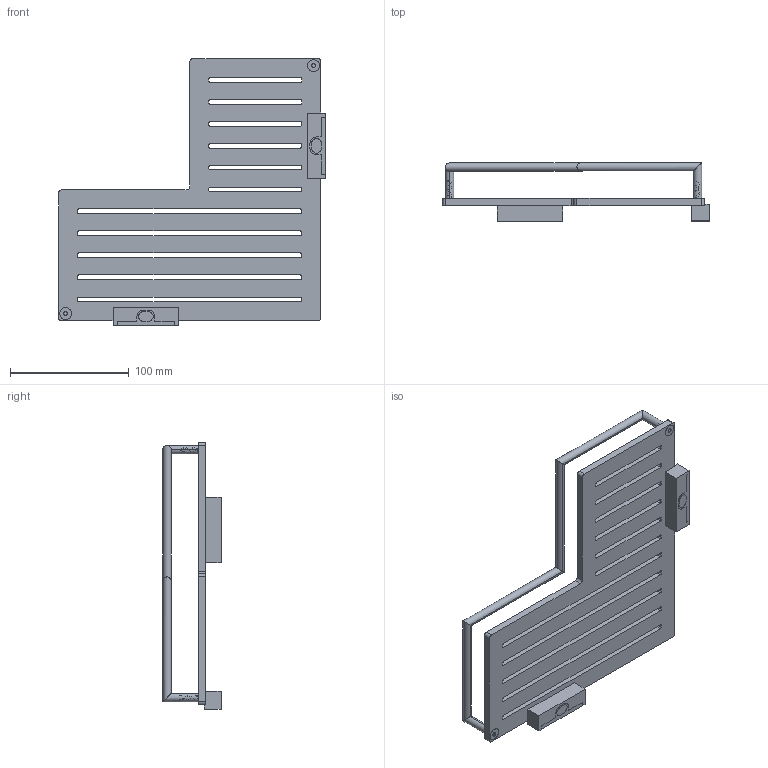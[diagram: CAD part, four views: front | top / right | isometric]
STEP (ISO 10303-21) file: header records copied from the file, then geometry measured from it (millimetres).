
FILE_DESCRIPTION((''),'2;1');
FILE_NAME('28505','2022-02-14T15:18:56',('jinson.thomas'),(''),'CREO PARAMETRIC BY PTC INC, 2018400','CREO PARAMETRIC BY PTC INC, 2018400','');
FILE_SCHEMA(('CONFIG_CONTROL_DESIGN'));
Length unit declared in the file: inch
Products named in the file (1): 28505
Bounding box: 224.61 x 49 x 224.61 mm (x, y, z)
Volume: 219295.2 mm3; surface area: 106076.1 mm2
Topology: 1 solids, 1 shells, 381 faces, 1042 edges, 670 vertices
Faces by surface type: cylinder 202, plane 109, bspline 46, cone 24
Entity records: 43183 total; most frequent: CARTESIAN_POINT 34102, ORIENTED_EDGE 2084, DIRECTION 1564, EDGE_CURVE 1042, VERTEX_POINT 670, AXIS2_PLACEMENT_3D 523, VECTOR 518, LINE 518
